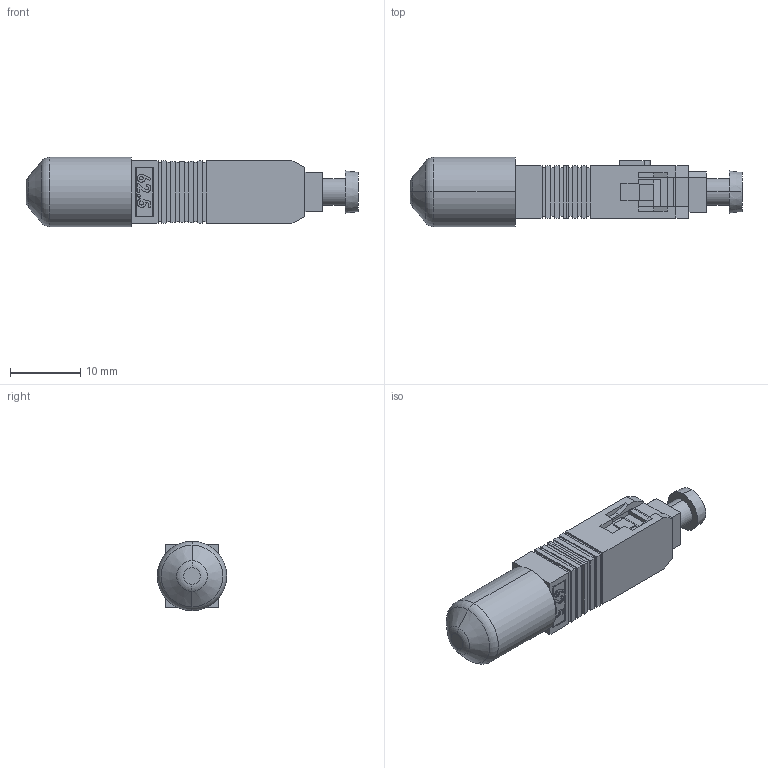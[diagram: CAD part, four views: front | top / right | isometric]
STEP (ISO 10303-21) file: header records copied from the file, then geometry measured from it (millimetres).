
FILE_DESCRIPTION (( 'STEP AP214' ), '1' );
FILE_NAME ('FOA-MM-SCM-STF_3D.STEP', '2020-07-14T14:18:45', ( '' ), ( '' ), 'SwSTEP 2.0', 'SolidWorks 2018', '' );
FILE_SCHEMA (( 'AUTOMOTIVE_DESIGN' ));
Length unit declared in the file: inch
Products named in the file (5): FOA-SM-SCMSTF-MA2_62.5; FOA-SM-SCMSTF-MA1; 3AB09-001; FOA-MM-SCM-STF_3D; 3AB09-008
Assembly tree (4 placements, depth 2):
  FOA-MM-SCM-STF_3D
    FOA-SM-SCMSTF-MA1
    FOA-SM-SCMSTF-MA2_62.5
    3AB09-008
    3AB09-001
Bounding box: 47.27 x 9.86 x 9.86 mm (x, y, z)
Volume: 1706.2 mm3; surface area: 4065 mm2
Topology: 4 solids, 4 shells, 298 faces, 770 edges, 506 vertices
Faces by surface type: plane 209, cylinder 49, bspline 26, cone 8, torus 6
Entity records: 12626 total; most frequent: CARTESIAN_POINT 3183, ORIENTED_EDGE 1540, DIRECTION 1372, EDGE_CURVE 770, VECTOR 586, LINE 586, VERTEX_POINT 506, AXIS2_PLACEMENT_3D 393
